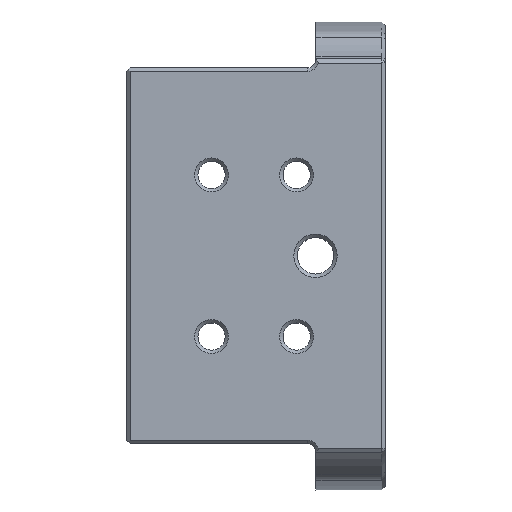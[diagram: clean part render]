
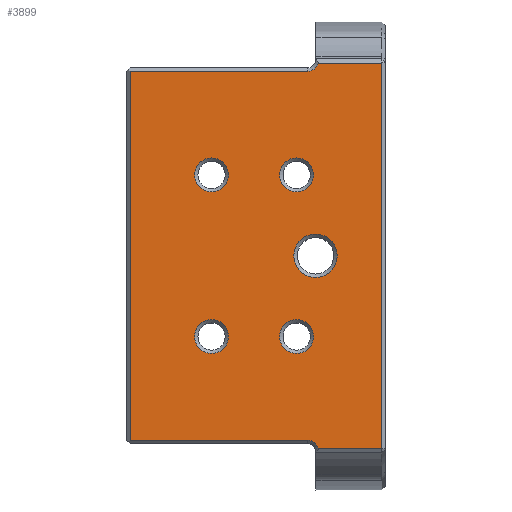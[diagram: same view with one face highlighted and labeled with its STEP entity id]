
A CAD part, top view. The second image highlights one B-rep face of the part: STEP entity #3899.
In plain terms, the highlighted planar face has unit normal (0, 0, 1).
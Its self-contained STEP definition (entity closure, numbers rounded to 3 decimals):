
#171=FACE_BOUND('',#679,.T.);
#172=FACE_BOUND('',#680,.T.);
#173=FACE_BOUND('',#681,.T.);
#174=FACE_BOUND('',#682,.T.);
#175=FACE_BOUND('',#683,.T.);
#288=PLANE('',#4196);
#426=FACE_OUTER_BOUND('',#678,.T.);
#678=EDGE_LOOP('',(#2709,#2710,#2711,#2712,#2713,#2714,#2715,#2716));
#679=EDGE_LOOP('',(#2717));
#680=EDGE_LOOP('',(#2718));
#681=EDGE_LOOP('',(#2719));
#682=EDGE_LOOP('',(#2720));
#683=EDGE_LOOP('',(#2721));
#947=LINE('',#5995,#1187);
#948=LINE('',#5997,#1188);
#949=LINE('',#6001,#1189);
#950=LINE('',#6003,#1190);
#951=LINE('',#6005,#1191);
#952=LINE('',#6008,#1192);
#1187=VECTOR('',#4742,10.);
#1188=VECTOR('',#4743,10.);
#1189=VECTOR('',#4746,10.);
#1190=VECTOR('',#4747,10.);
#1191=VECTOR('',#4748,10.);
#1192=VECTOR('',#4751,10.);
#1429=CIRCLE('',#4197,1.4);
#1430=CIRCLE('',#4198,1.4);
#1431=CIRCLE('',#4199,2.);
#1432=CIRCLE('',#4200,2.);
#1433=CIRCLE('',#4201,2.55);
#1434=CIRCLE('',#4202,2.);
#1435=CIRCLE('',#4203,2.);
#1675=VERTEX_POINT('',#5993);
#1676=VERTEX_POINT('',#5994);
#1677=VERTEX_POINT('',#5996);
#1678=VERTEX_POINT('',#5998);
#1679=VERTEX_POINT('',#6000);
#1680=VERTEX_POINT('',#6002);
#1681=VERTEX_POINT('',#6004);
#1682=VERTEX_POINT('',#6006);
#1683=VERTEX_POINT('',#6009);
#1684=VERTEX_POINT('',#6011);
#1685=VERTEX_POINT('',#6013);
#1686=VERTEX_POINT('',#6015);
#1687=VERTEX_POINT('',#6017);
#2064=EDGE_CURVE('',#1675,#1676,#947,.T.);
#2065=EDGE_CURVE('',#1677,#1675,#948,.T.);
#2066=EDGE_CURVE('',#1678,#1677,#1429,.T.);
#2067=EDGE_CURVE('',#1679,#1678,#949,.T.);
#2068=EDGE_CURVE('',#1680,#1679,#950,.T.);
#2069=EDGE_CURVE('',#1681,#1680,#951,.T.);
#2070=EDGE_CURVE('',#1682,#1681,#1430,.T.);
#2071=EDGE_CURVE('',#1676,#1682,#952,.T.);
#2072=EDGE_CURVE('',#1683,#1683,#1431,.T.);
#2073=EDGE_CURVE('',#1684,#1684,#1432,.T.);
#2074=EDGE_CURVE('',#1685,#1685,#1433,.T.);
#2075=EDGE_CURVE('',#1686,#1686,#1434,.T.);
#2076=EDGE_CURVE('',#1687,#1687,#1435,.T.);
#2709=ORIENTED_EDGE('',*,*,#2064,.F.);
#2710=ORIENTED_EDGE('',*,*,#2065,.F.);
#2711=ORIENTED_EDGE('',*,*,#2066,.F.);
#2712=ORIENTED_EDGE('',*,*,#2067,.F.);
#2713=ORIENTED_EDGE('',*,*,#2068,.F.);
#2714=ORIENTED_EDGE('',*,*,#2069,.F.);
#2715=ORIENTED_EDGE('',*,*,#2070,.F.);
#2716=ORIENTED_EDGE('',*,*,#2071,.F.);
#2717=ORIENTED_EDGE('',*,*,#2072,.F.);
#2718=ORIENTED_EDGE('',*,*,#2073,.F.);
#2719=ORIENTED_EDGE('',*,*,#2074,.F.);
#2720=ORIENTED_EDGE('',*,*,#2075,.F.);
#2721=ORIENTED_EDGE('',*,*,#2076,.F.);
#3899=ADVANCED_FACE('',(#426,#171,#172,#173,#174,#175),#288,.T.);
#4196=AXIS2_PLACEMENT_3D('',#5992,#4740,#4741);
#4197=AXIS2_PLACEMENT_3D('',#5999,#4744,#4745);
#4198=AXIS2_PLACEMENT_3D('',#6007,#4749,#4750);
#4199=AXIS2_PLACEMENT_3D('',#6010,#4752,#4753);
#4200=AXIS2_PLACEMENT_3D('',#6012,#4754,#4755);
#4201=AXIS2_PLACEMENT_3D('',#6014,#4756,#4757);
#4202=AXIS2_PLACEMENT_3D('',#6016,#4758,#4759);
#4203=AXIS2_PLACEMENT_3D('',#6018,#4760,#4761);
#4740=DIRECTION('center_axis',(0.,0.,
1.));
#4741=DIRECTION('ref_axis',(0.,1.,0.));
#4742=DIRECTION('',(0.,-1.,0.));
#4743=DIRECTION('',(1.,0.,0.));
#4744=DIRECTION('center_axis',(0.,0.,
1.));
#4745=DIRECTION('ref_axis',(0.707,-0.707,0.));
#4746=DIRECTION('',(1.,0.,0.));
#4747=DIRECTION('',(0.,1.,0.));
#4748=DIRECTION('',(-1.,0.,0.));
#4749=DIRECTION('center_axis',(0.,0.,
1.));
#4750=DIRECTION('ref_axis',(0.707,0.707,0.));
#4751=DIRECTION('',(-1.,0.,0.));
#4752=DIRECTION('center_axis',(0.,0.,
1.));
#4753=DIRECTION('ref_axis',(-1.,0.,0.));
#4754=DIRECTION('center_axis',(0.,0.,
1.));
#4755=DIRECTION('ref_axis',(-1.,0.,0.));
#4756=DIRECTION('center_axis',(0.,0.,
1.));
#4757=DIRECTION('ref_axis',(1.,0.,0.));
#4758=DIRECTION('center_axis',(0.,0.,
1.));
#4759=DIRECTION('ref_axis',(-1.,0.,0.));
#4760=DIRECTION('center_axis',(0.,0.,
1.));
#4761=DIRECTION('ref_axis',(-1.,0.,0.));
#5992=CARTESIAN_POINT('Origin',(-61.479,-23.04,70.865));
#5993=CARTESIAN_POINT('',(-54.725,22.641,70.865));
#5994=CARTESIAN_POINT('',(-54.725,-22.64,70.865));
#5995=CARTESIAN_POINT('',(-54.725,-5.97,70.865));
#5996=CARTESIAN_POINT('',(-62.157,22.641,70.865));
#5997=CARTESIAN_POINT('',(-62.157,22.641,70.865));
#5998=CARTESIAN_POINT('',(-63.479,21.7,70.865));
#5999=CARTESIAN_POINT('Origin',(-63.479,23.1,70.865));
#6000=CARTESIAN_POINT('',(-84.326,21.7,70.865));
#6001=CARTESIAN_POINT('',(-73.103,21.7,70.865));
#6002=CARTESIAN_POINT('',(-84.326,-21.7,70.865));
#6003=CARTESIAN_POINT('',(-84.326,-19.27,70.865));
#6004=CARTESIAN_POINT('',(-63.479,-21.7,70.865));
#6005=CARTESIAN_POINT('',(-73.103,-21.7,70.865));
#6006=CARTESIAN_POINT('',(-62.157,-22.64,70.865));
#6007=CARTESIAN_POINT('Origin',(-63.479,-23.1,70.865));
#6008=CARTESIAN_POINT('',(-61.479,-22.64,70.865));
#6009=CARTESIAN_POINT('',(-72.75,9.5,70.865));
#6010=CARTESIAN_POINT('Origin',(-74.75,9.5,70.865));
#6011=CARTESIAN_POINT('',(-62.75,9.5,70.865));
#6012=CARTESIAN_POINT('Origin',(-64.75,9.5,70.865));
#6013=CARTESIAN_POINT('',(-65.075,0.,70.865));
#6014=CARTESIAN_POINT('Origin',(-62.525,0.,
70.865));
#6015=CARTESIAN_POINT('',(-62.75,-9.5,70.865));
#6016=CARTESIAN_POINT('Origin',(-64.75,-9.5,70.865));
#6017=CARTESIAN_POINT('',(-72.75,-9.5,70.865));
#6018=CARTESIAN_POINT('Origin',(-74.75,-9.5,70.865));
